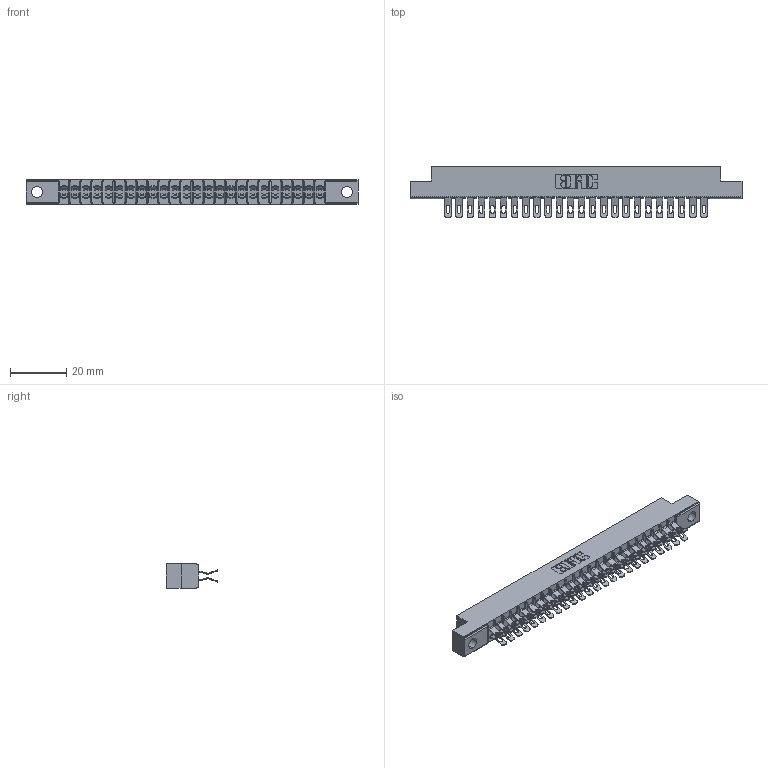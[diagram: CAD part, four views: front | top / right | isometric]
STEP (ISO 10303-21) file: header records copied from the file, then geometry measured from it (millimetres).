
FILE_DESCRIPTION (( 'STEP AP203' ), '1' );
FILE_NAME ('305-048-555-504.STEP', '2019-09-09T21:18:32', ( '' ), ( '' ), 'SwSTEP 2.0', 'SolidWorks 2016', '' );
FILE_SCHEMA (( 'CONFIG_CONTROL_DESIGN' ));
Length unit declared in the file: inch
Products named in the file (3): 305-048-555-504; 305-290-001_555; 305 Part_.156 Dia
Assembly tree (49 placements, depth 2):
  305-048-555-504
    305 Part_.156 Dia
    305-290-001_555  x48
Bounding box: 118.11 x 18.41 x 8.71 mm (x, y, z)
Volume: 7105.6 mm3; surface area: 14996.8 mm2
Topology: 49 solids, 49 shells, 3298 faces, 9832 edges, 6424 vertices
Faces by surface type: plane 1618, cylinder 1584, sphere 96
Entity records: 29219 total; most frequent: CARTESIAN_POINT 4858, ORIENTED_EDGE 4808, DIRECTION 4700, EDGE_CURVE 2404, LINE 1912, VECTOR 1912, VERTEX_POINT 1536, AXIS2_PLACEMENT_3D 1394
